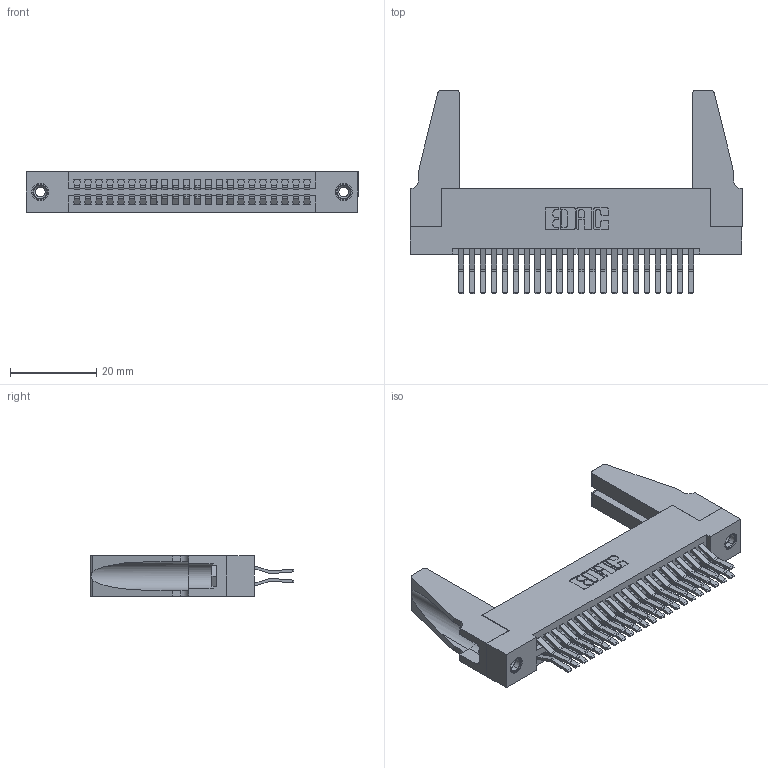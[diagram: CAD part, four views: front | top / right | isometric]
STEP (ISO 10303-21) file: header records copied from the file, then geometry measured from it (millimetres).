
FILE_DESCRIPTION (( 'STEP AP203' ), '1' );
FILE_NAME ('345-044-560-288.STEP', '2019-10-29T00:55:54', ( '' ), ( '' ), 'SwSTEP 2.0', 'SolidWorks 2016', '' );
FILE_SCHEMA (( 'CONFIG_CONTROL_DESIGN' ));
Length unit declared in the file: inch
Products named in the file (5): 345-250-001_345-250-001-102; 345 Part_Flush Mounting Lugs - 0.156 Dia-TH; 345-044-560-288; 345-292-001_560 Tail; 345-220-078_345-220-088
Assembly tree (49 placements, depth 2):
  345-044-560-288
    345 Part_Flush Mounting Lugs - 0.156 Dia-TH
    345-292-001_560 Tail  x44
    345-250-001_345-250-001-102  x2
    345-220-078_345-220-088  x2
Bounding box: 77.11 x 47.31 x 9.4 mm (x, y, z)
Volume: 10846.2 mm3; surface area: 14701.3 mm2
Topology: 49 solids, 49 shells, 2538 faces, 7475 edges, 4914 vertices
Faces by surface type: plane 1604, cylinder 918, cone 12, torus 4
Entity records: 22190 total; most frequent: CARTESIAN_POINT 3734, ORIENTED_EDGE 3628, DIRECTION 3326, EDGE_CURVE 1814, LINE 1548, VECTOR 1548, VERTEX_POINT 1202, AXIS2_PLACEMENT_3D 889
